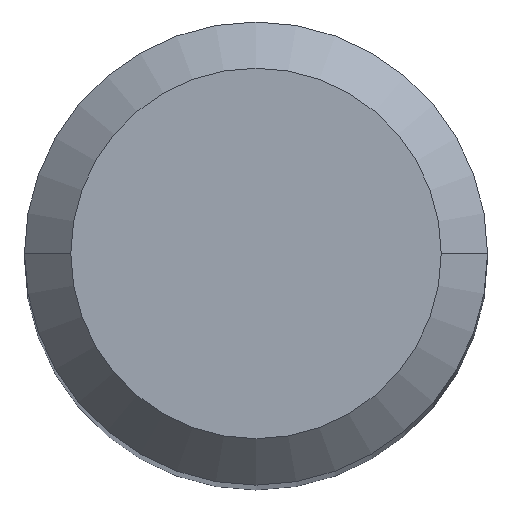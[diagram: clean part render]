
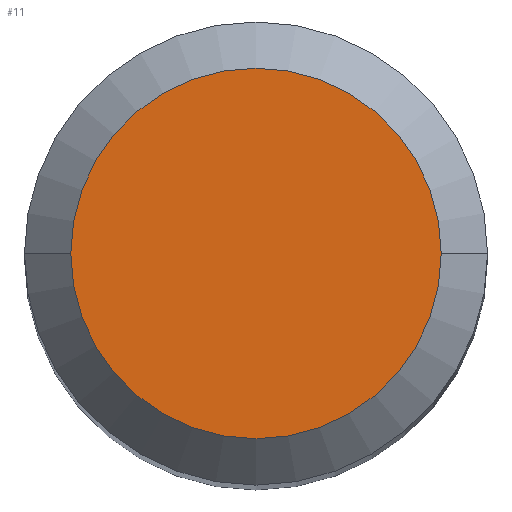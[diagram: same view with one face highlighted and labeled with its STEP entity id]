
A CAD part, top view. The second image highlights one B-rep face of the part: STEP entity #11.
In plain terms, the highlighted planar face has unit normal (0, 0, 1).
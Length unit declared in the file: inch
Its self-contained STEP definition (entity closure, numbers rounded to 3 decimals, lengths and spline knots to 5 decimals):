
#4 = PLANE ( 'NONE',  #42 ) ;
#11 = ADVANCED_FACE ( 'NONE', ( #285 ), #4, .F. ) ;
#42 = AXIS2_PLACEMENT_3D ( 'NONE', #428, #312, #90 ) ;
#75 = EDGE_LOOP ( 'NONE', ( #319, #325 ) ) ;
#76 = DIRECTION ( 'NONE',  ( 1., 0., 0. ) ) ;
#90 = DIRECTION ( 'NONE',  ( -1., 0., 0. ) ) ;
#104 = AXIS2_PLACEMENT_3D ( 'NONE', #244, #431, #290 ) ;
#223 = EDGE_CURVE ( 'NONE', #263, #462, #288, .T. ) ;
#244 = CARTESIAN_POINT ( 'NONE',  ( 0., 0., 0. ) ) ;
#263 = VERTEX_POINT ( 'NONE', #322 ) ;
#285 = FACE_OUTER_BOUND ( 'NONE', #75, .T. ) ;
#288 = CIRCLE ( 'NONE', #474, 0.09448 ) ;
#290 = DIRECTION ( 'NONE',  ( 1., 0., 0. ) ) ;
#307 = CARTESIAN_POINT ( 'NONE',  ( 0., 0., 0. ) ) ;
#312 = DIRECTION ( 'NONE',  ( 0., 0., -1. ) ) ;
#316 = CIRCLE ( 'NONE', #104, 0.09448 ) ;
#319 = ORIENTED_EDGE ( 'NONE', *, *, #223, .T. ) ;
#322 = CARTESIAN_POINT ( 'NONE',  ( -0.09448, 0., 0. ) ) ;
#325 = ORIENTED_EDGE ( 'NONE', *, *, #326, .T. ) ;
#326 = EDGE_CURVE ( 'NONE', #462, #263, #316, .T. ) ;
#414 = DIRECTION ( 'NONE',  ( 0., 0., 1. ) ) ;
#428 = CARTESIAN_POINT ( 'NONE',  ( 0., 0., 0. ) ) ;
#431 = DIRECTION ( 'NONE',  ( 0., 0., 1. ) ) ;
#462 = VERTEX_POINT ( 'NONE', #481 ) ;
#474 = AXIS2_PLACEMENT_3D ( 'NONE', #307, #414, #76 ) ;
#481 = CARTESIAN_POINT ( 'NONE',  ( 0.09448, 0., 0. ) ) ;
